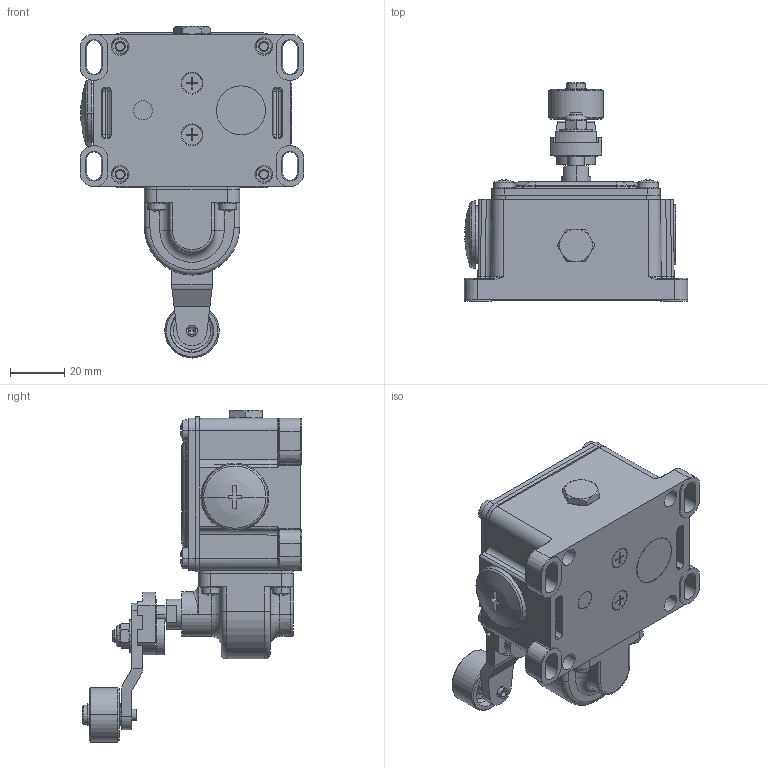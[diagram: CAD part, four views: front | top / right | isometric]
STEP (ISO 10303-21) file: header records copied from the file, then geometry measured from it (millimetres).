
FILE_DESCRIPTION((''),'2;1');
FILE_NAME('D1-AH_ASM','2006-08-23T',('T.Bergmann'),(''),'PRO/ENGINEER BY PARAMETRIC TECHNOLOGY CORPORATION, 2005070','PRO/ENGINEER BY PARAMETRIC TECHNOLOGY CORPORATION, 2005070','');
FILE_SCHEMA(('AUTOMOTIVE_DESIGN_CC2 { 1 2 10303 214 -1 1 5 2 }'));
Length unit declared in the file: millimetre
Products named in the file (28): 3003900214; 3535900001; 3994000113_001; 3994000113_002; 3994000113_ASM; 3230750071; 3148800003; 3103800506; 3333300006; 2600085030; D1_GEH_ASM; 3013961029; 3311554089; 3148800001; 3013950027; 3362354048; 3111871014; 3311373081; 3515900003; 3914350119_ASM; 2610134054; 2600985085; 3515900016; 2640000003; 2600085111; 3914350924_ASM; 2600963024; D1-AH_ASM
Assembly tree (34 placements, depth 4):
  D1-AH_ASM
    D1_GEH_ASM
      3003900214
      3535900001
      3994000113_ASM
        3994000113_001
        3994000113_002
      3230750071
      3148800003
      3103800506
      3333300006
      2600085030  x4
    3914350924_ASM
      3013961029
      3311554089
      3148800001
      3013950027
      3362354048
      3914350119_ASM
        3111871014
        3311373081
        3515900003
      2610134054
      2600985085
      3515900016
      2640000003
      2600085111  x4
    2600963024  x2
Bounding box: 82.2 x 80.5 x 122 mm (x, y, z)
Volume: 94242.2 mm3; surface area: 74964.1 mm2
Topology: 30 solids, 30 shells, 1760 faces, 4180 edges, 2511 vertices
Faces by surface type: plane 790, cylinder 395, cone 288, bspline 139, torus 118, sphere 30
Entity records: 56881 total; most frequent: CARTESIAN_POINT 15437, DIRECTION 6588, ORIENTED_EDGE 6440, EDGE_CURVE 3220, PRESENTATION_STYLE_ASSIGNMENT 3176, STYLED_ITEM 3176, CURVE_STYLE 3154, AXIS2_PLACEMENT_3D 2522
